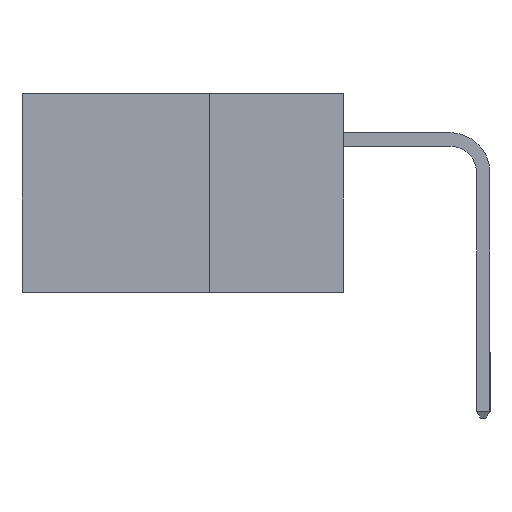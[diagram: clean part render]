
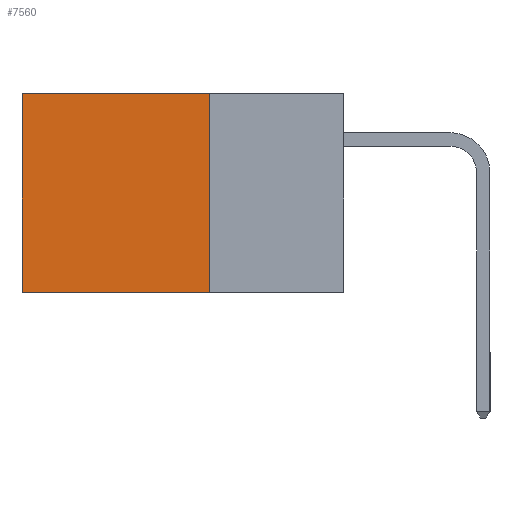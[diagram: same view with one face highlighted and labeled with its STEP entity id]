
A CAD part, left-side view. The second image highlights one B-rep face of the part: STEP entity #7560.
In plain terms, the highlighted planar face has unit normal (-1, 0, 0).
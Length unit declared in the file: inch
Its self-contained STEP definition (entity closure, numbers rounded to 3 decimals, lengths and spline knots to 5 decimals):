
#412 = ORIENTED_EDGE ( 'NONE', *, *, #12849, .T. ) ;
#733 = VERTEX_POINT ( 'NONE', #12572 ) ;
#1134 = EDGE_CURVE ( 'NONE', #6077, #733, #8167, .T. ) ;
#1461 = DIRECTION ( 'NONE',  ( 0., 0., -1. ) ) ;
#1815 = ORIENTED_EDGE ( 'NONE', *, *, #1134, .F. ) ;
#2019 = DIRECTION ( 'NONE',  ( 1., 0., 0. ) ) ;
#2344 = CARTESIAN_POINT ( 'NONE',  ( 0.2615, 0.6, -0.37 ) ) ;
#2416 = CARTESIAN_POINT ( 'NONE',  ( 0.2615, 0.25, -0.37 ) ) ;
#3286 = DIRECTION ( 'NONE',  ( 0., 0., -1. ) ) ;
#4026 = DIRECTION ( 'NONE',  ( 0., 1., 0. ) ) ;
#4529 = LINE ( 'NONE', #2344, #7153 ) ;
#5453 = DIRECTION ( 'NONE',  ( 0., 0., -1. ) ) ;
#6077 = VERTEX_POINT ( 'NONE', #2416 ) ;
#6204 = CARTESIAN_POINT ( 'NONE',  ( 0.2615, 0.25, -0.37 ) ) ;
#6389 = EDGE_LOOP ( 'NONE', ( #412, #1815, #7373, #10592 ) ) ;
#6577 = EDGE_CURVE ( 'NONE', #6914, #8280, #9726, .T. ) ;
#6914 = VERTEX_POINT ( 'NONE', #7785 ) ;
#7036 = DIRECTION ( 'NONE',  ( 0., 1., 0. ) ) ;
#7153 = VECTOR ( 'NONE', #5453, 39.37008 ) ;
#7179 = CARTESIAN_POINT ( 'NONE',  ( 0.2615, 0.25, 0. ) ) ;
#7370 = PLANE ( 'NONE',  #9750 ) ;
#7373 = ORIENTED_EDGE ( 'NONE', *, *, #10918, .F. ) ;
#7560 = ADVANCED_FACE ( 'NONE', ( #12873 ), #7370, .F. ) ;
#7785 = CARTESIAN_POINT ( 'NONE',  ( 0.2615, 0.25, 0. ) ) ;
#7801 = LINE ( 'NONE', #13241, #8892 ) ;
#8167 = LINE ( 'NONE', #6204, #11765 ) ;
#8280 = VERTEX_POINT ( 'NONE', #13672 ) ;
#8892 = VECTOR ( 'NONE', #1461, 39.37008 ) ;
#9463 = VECTOR ( 'NONE', #7036, 39.37008 ) ;
#9726 = LINE ( 'NONE', #7179, #9463 ) ;
#9750 = AXIS2_PLACEMENT_3D ( 'NONE', #11662, #2019, #3286 ) ;
#10592 = ORIENTED_EDGE ( 'NONE', *, *, #6577, .T. ) ;
#10918 = EDGE_CURVE ( 'NONE', #6914, #6077, #7801, .T. ) ;
#11662 = CARTESIAN_POINT ( 'NONE',  ( 0.2615, 0.25, -0.37 ) ) ;
#11765 = VECTOR ( 'NONE', #4026, 39.37008 ) ;
#12572 = CARTESIAN_POINT ( 'NONE',  ( 0.2615, 0.6, -0.37 ) ) ;
#12849 = EDGE_CURVE ( 'NONE', #8280, #733, #4529, .T. ) ;
#12873 = FACE_OUTER_BOUND ( 'NONE', #6389, .T. ) ;
#13241 = CARTESIAN_POINT ( 'NONE',  ( 0.2615, 0.25, -0.37 ) ) ;
#13672 = CARTESIAN_POINT ( 'NONE',  ( 0.2615, 0.6, 0. ) ) ;
